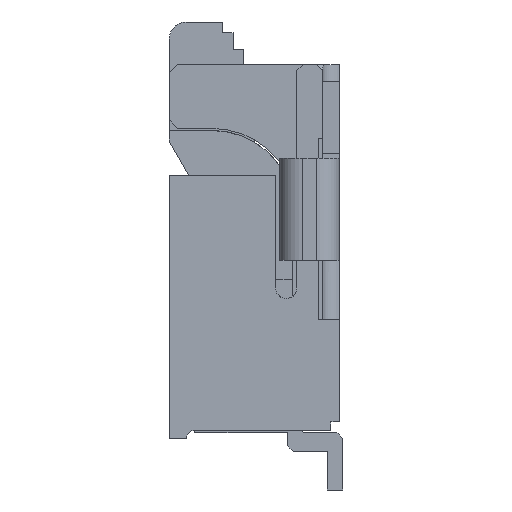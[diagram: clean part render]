
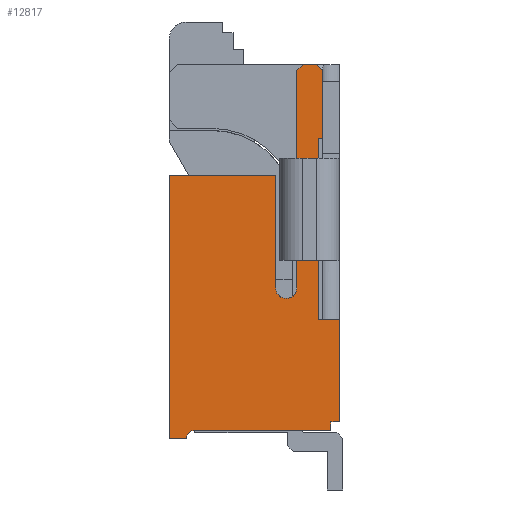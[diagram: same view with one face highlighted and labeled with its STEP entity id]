
A CAD part, left-side view. The second image highlights one B-rep face of the part: STEP entity #12817.
In plain terms, the highlighted planar face has unit normal (-1, 0, 0).
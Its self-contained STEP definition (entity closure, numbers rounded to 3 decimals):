
#14=DIRECTION('',(0.,1.,0.));
#15=VECTOR('',#14,0.15);
#16=CARTESIAN_POINT('',(-5.3,0.275,0.));
#17=LINE('',#16,#15);
#215=DIRECTION('',(0.,0.,1.));
#216=VECTOR('',#215,1.2);
#217=CARTESIAN_POINT('',(-5.3,0.,-4.2));
#218=LINE('',#217,#216);
#613=DIRECTION('',(0.,0.,1.));
#614=VECTOR('',#613,0.795);
#615=CARTESIAN_POINT('',(-5.3,0.2,-0.87));
#616=LINE('',#615,#614);
#633=DIRECTION('',(0.,1.,0.));
#634=VECTOR('',#633,0.25);
#635=CARTESIAN_POINT('',(-5.3,0.,-3.));
#636=LINE('',#635,#634);
#663=DIRECTION('',(0.,0.,1.));
#664=VECTOR('',#663,2.13);
#665=CARTESIAN_POINT('',(-5.3,0.25,-3.));
#666=LINE('',#665,#664);
#667=DIRECTION('',(0.,1.,0.));
#668=VECTOR('',#667,0.1);
#669=CARTESIAN_POINT('',(-5.3,0.,-4.2));
#670=LINE('',#669,#668);
#671=DIRECTION('',(0.,0.,1.));
#672=VECTOR('',#671,0.1);
#673=CARTESIAN_POINT('',(-5.3,0.1,-4.3));
#674=LINE('',#673,#672);
#675=DIRECTION('',(0.,-1.,0.));
#676=VECTOR('',#675,1.6);
#677=CARTESIAN_POINT('',(-5.3,1.7,-4.3));
#678=LINE('',#677,#676);
#679=CARTESIAN_POINT('',(-5.3,1.7,-4.4));
#680=DIRECTION('',(1.,0.,0.));
#681=DIRECTION('',(0.,1.,0.));
#682=AXIS2_PLACEMENT_3D('',#679,#680,#681);
#684=DIRECTION('',(0.,0.,1.));
#685=VECTOR('',#684,3.1);
#686=CARTESIAN_POINT('',(-5.3,2.,-4.4));
#687=LINE('',#686,#685);
#688=DIRECTION('',(0.,-1.,0.));
#689=VECTOR('',#688,1.25);
#690=CARTESIAN_POINT('',(-5.3,2.,-1.3));
#691=LINE('',#690,#689);
#692=DIRECTION('',(0.,0.,-1.));
#693=VECTOR('',#692,1.325);
#694=CARTESIAN_POINT('',(-5.3,0.75,-1.3));
#695=LINE('',#694,#693);
#696=CARTESIAN_POINT('',(-5.3,0.625,-2.625));
#697=DIRECTION('',(-1.,0.,0.));
#698=DIRECTION('',(0.,1.,0.));
#699=AXIS2_PLACEMENT_3D('',#696,#697,#698);
#701=DIRECTION('',(0.,0.,-1.));
#702=VECTOR('',#701,0.325);
#703=CARTESIAN_POINT('',(-5.3,0.5,-2.3));
#704=LINE('',#703,#702);
#705=DIRECTION('',(0.,0.,-1.));
#706=VECTOR('',#705,1.2);
#707=CARTESIAN_POINT('',(-5.3,0.5,-1.1));
#708=LINE('',#707,#706);
#709=DIRECTION('',(0.,-1.,0.));
#710=VECTOR('',#709,0.05);
#711=CARTESIAN_POINT('',(-5.3,0.25,-0.87));
#712=LINE('',#711,#710);
#2285=DIRECTION('',(0.,0.,-1.));
#2286=VECTOR('',#2285,1.025);
#2287=CARTESIAN_POINT('',(-5.3,0.5,-0.075));
#2288=LINE('',#2287,#2286);
#7885=DIRECTION('',(0.,1.,0.));
#7886=VECTOR('',#7885,0.2);
#7887=CARTESIAN_POINT('',(-5.3,1.8,-4.4));
#7888=LINE('',#7887,#7886);
#9002=DIRECTION('',(0.,-0.707,-0.707));
#9003=VECTOR('',#9002,0.106);
#9004=CARTESIAN_POINT('',(-5.3,0.275,0.));
#9005=LINE('',#9004,#9003);
#9130=DIRECTION('',(0.,0.707,-0.707));
#9131=VECTOR('',#9130,0.106);
#9132=CARTESIAN_POINT('',(-5.3,0.425,0.));
#9133=LINE('',#9132,#9131);
#9158=CARTESIAN_POINT('',(-5.3,2.,-4.4));
#9159=VERTEX_POINT('',#9158);
#9166=CARTESIAN_POINT('',(-5.3,0.,-3.));
#9168=VERTEX_POINT('',#9166);
#9245=CARTESIAN_POINT('',(-5.3,0.275,0.));
#9246=VERTEX_POINT('',#9245);
#9247=CARTESIAN_POINT('',(-5.3,0.2,-0.075));
#9248=VERTEX_POINT('',#9247);
#9331=CARTESIAN_POINT('',(-5.3,0.5,-2.3));
#9332=VERTEX_POINT('',#9331);
#9373=CARTESIAN_POINT('',(-5.3,0.5,-1.1));
#9374=VERTEX_POINT('',#9373);
#9431=CARTESIAN_POINT('',(-5.3,2.,-1.3));
#9432=CARTESIAN_POINT('',(-5.3,0.75,-1.3));
#9433=VERTEX_POINT('',#9431);
#9434=VERTEX_POINT('',#9432);
#9435=CARTESIAN_POINT('',(-5.3,0.75,-2.625));
#9436=VERTEX_POINT('',#9435);
#9437=CARTESIAN_POINT('',(-5.3,0.5,-2.625));
#9438=VERTEX_POINT('',#9437);
#9439=CARTESIAN_POINT('',(-5.3,1.8,-4.4));
#9440=CARTESIAN_POINT('',(-5.3,1.7,-4.3));
#9441=VERTEX_POINT('',#9439);
#9442=VERTEX_POINT('',#9440);
#9443=CARTESIAN_POINT('',(-5.3,0.1,-4.3));
#9444=VERTEX_POINT('',#9443);
#9445=CARTESIAN_POINT('',(-5.3,0.1,-4.2));
#9446=VERTEX_POINT('',#9445);
#9447=CARTESIAN_POINT('',(-5.3,0.,-4.2));
#9448=VERTEX_POINT('',#9447);
#9459=CARTESIAN_POINT('',(-5.3,0.425,0.));
#9461=VERTEX_POINT('',#9459);
#9463=CARTESIAN_POINT('',(-5.3,0.5,-0.075));
#9465=VERTEX_POINT('',#9463);
#11577=CARTESIAN_POINT('',(-5.3,0.25,-3.));
#11578=CARTESIAN_POINT('',(-5.3,0.25,-0.87));
#11579=VERTEX_POINT('',#11577);
#11580=VERTEX_POINT('',#11578);
#11581=CARTESIAN_POINT('',(-5.3,0.2,-0.87));
#11582=VERTEX_POINT('',#11581);
#12776=CARTESIAN_POINT('',(-5.3,2.,0.));
#12777=DIRECTION('',(-1.,0.,0.));
#12778=DIRECTION('',(0.,-1.,0.));
#12779=AXIS2_PLACEMENT_3D('',#12776,#12777,#12778);
#12780=PLANE('',#12779);
#12781=ORIENTED_EDGE('',*,*,#12385,.F.);
#12782=ORIENTED_EDGE('',*,*,#12751,.F.);
#12783=ORIENTED_EDGE('',*,*,#12250,.F.);
#12784=ORIENTED_EDGE('',*,*,#12291,.T.);
#12786=ORIENTED_EDGE('',*,*,#12785,.F.);
#12788=ORIENTED_EDGE('',*,*,#12787,.F.);
#12790=ORIENTED_EDGE('',*,*,#12789,.F.);
#12792=ORIENTED_EDGE('',*,*,#12791,.T.);
#12794=ORIENTED_EDGE('',*,*,#12793,.T.);
#12796=ORIENTED_EDGE('',*,*,#12795,.T.);
#12798=ORIENTED_EDGE('',*,*,#12797,.T.);
#12800=ORIENTED_EDGE('',*,*,#12799,.T.);
#12802=ORIENTED_EDGE('',*,*,#12801,.F.);
#12804=ORIENTED_EDGE('',*,*,#12803,.F.);
#12806=ORIENTED_EDGE('',*,*,#12805,.F.);
#12808=ORIENTED_EDGE('',*,*,#12807,.F.);
#12809=ORIENTED_EDGE('',*,*,#12050,.F.);
#12811=ORIENTED_EDGE('',*,*,#12810,.T.);
#12812=ORIENTED_EDGE('',*,*,#12716,.F.);
#12814=ORIENTED_EDGE('',*,*,#12813,.F.);
#12815=EDGE_LOOP('',(#12781,#12782,#12783,#12784,#12786,#12788,#12790,#12792,
#12794,#12796,#12798,#12800,#12802,#12804,#12806,#12808,#12809,#12811,#12812,
#12814));
#12816=FACE_OUTER_BOUND('',#12815,.F.);
#12817=ADVANCED_FACE('',(#12816),#12780,.T.);
#683=CIRCLE('',#682,0.1);
#700=CIRCLE('',#699,0.125);
#12050=EDGE_CURVE('',#9246,#9461,#17,.T.);
#12250=EDGE_CURVE('',#9448,#9168,#218,.T.);
#12291=EDGE_CURVE('',#9448,#9446,#670,.T.);
#12385=EDGE_CURVE('',#11579,#11580,#666,.T.);
#12716=EDGE_CURVE('',#11582,#9248,#616,.T.);
#12751=EDGE_CURVE('',#9168,#11579,#636,.T.);
#12785=EDGE_CURVE('',#9444,#9446,#674,.T.);
#12787=EDGE_CURVE('',#9442,#9444,#678,.T.);
#12789=EDGE_CURVE('',#9441,#9442,#683,.T.);
#12791=EDGE_CURVE('',#9441,#9159,#7888,.T.);
#12793=EDGE_CURVE('',#9159,#9433,#687,.T.);
#12795=EDGE_CURVE('',#9433,#9434,#691,.T.);
#12797=EDGE_CURVE('',#9434,#9436,#695,.T.);
#12799=EDGE_CURVE('',#9436,#9438,#700,.T.);
#12801=EDGE_CURVE('',#9332,#9438,#704,.T.);
#12803=EDGE_CURVE('',#9374,#9332,#708,.T.);
#12805=EDGE_CURVE('',#9465,#9374,#2288,.T.);
#12807=EDGE_CURVE('',#9461,#9465,#9133,.T.);
#12810=EDGE_CURVE('',#9246,#9248,#9005,.T.);
#12813=EDGE_CURVE('',#11580,#11582,#712,.T.);
